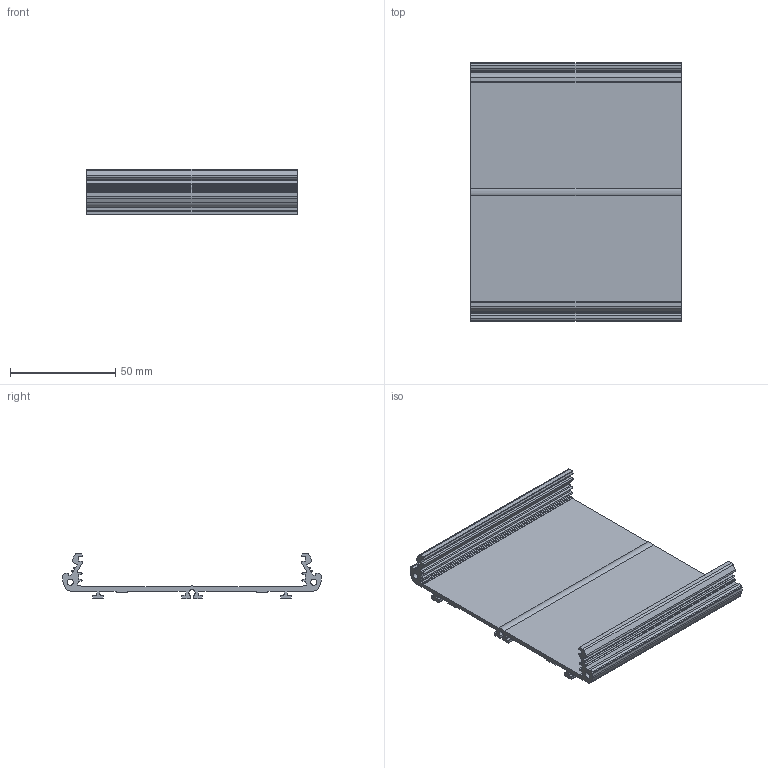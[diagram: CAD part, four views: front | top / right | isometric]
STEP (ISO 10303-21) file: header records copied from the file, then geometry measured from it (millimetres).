
FILE_DESCRIPTION(('FreeCAD Model'),'2;1');
FILE_NAME('Open CASCADE Shape Model','2024-09-10T13:18:46',('Author'),( ''),'Open CASCADE STEP processor 7.6','FreeCAD','Unknown');
FILE_SCHEMA(('AUTOMOTIVE_DESIGN { 1 0 10303 214 1 1 1 1 }'));
Length unit declared in the file: millimetre
Products named in the file (1): 2907525__UM108_Profil
Bounding box: 100 x 122.6 x 21.5 mm (x, y, z)
Volume: 42246 mm3; surface area: 41712.8 mm2
Topology: 1 solids, 1 shells, 188 faces, 562 edges, 376 vertices
Faces by surface type: plane 102, cylinder 86
Full cylindrical faces by diameter (mm): 3 x2
Entity records: 6401 total; most frequent: CARTESIAN_POINT 1129, ORIENTED_EDGE 1124, DIRECTION 1114, EDGE_CURVE 562, LINE 384, VECTOR 384, VERTEX_POINT 376, AXIS2_PLACEMENT_3D 365
